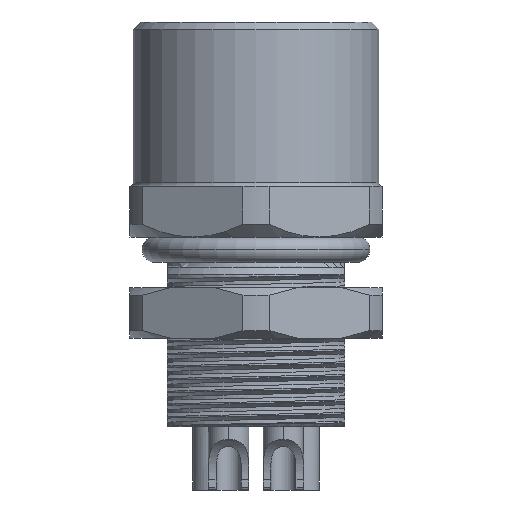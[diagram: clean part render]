
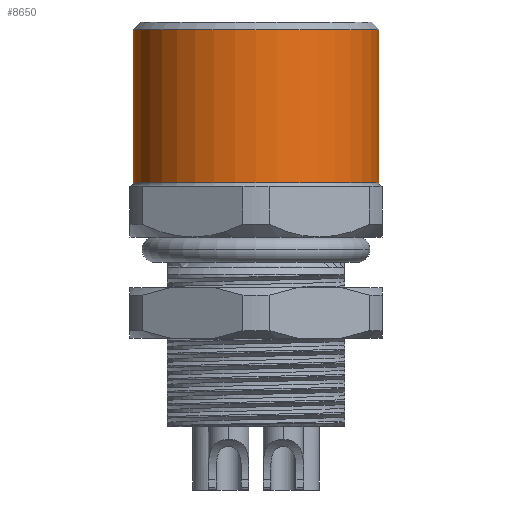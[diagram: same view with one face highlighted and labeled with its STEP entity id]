
A CAD part, front view. The second image highlights one B-rep face of the part: STEP entity #8650.
In plain terms, the highlighted cylindrical face has radius 4.85 mm (diameter 9.7 mm), a partial arc.
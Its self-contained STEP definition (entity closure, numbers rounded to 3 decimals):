
#3066=DIRECTION('',(0.,0.,1.));
#3067=VECTOR('',#3066,6.05);
#3068=CARTESIAN_POINT('',(4.85,0.,-0.15));
#3069=LINE('',#3068,#3067);
#3085=CARTESIAN_POINT('',(0.,0.,-0.15));
#3086=DIRECTION('',(0.,0.,-1.));
#3087=DIRECTION('',(1.,0.,0.));
#3088=AXIS2_PLACEMENT_3D('',#3085,#3086,#3087);
#3090=DIRECTION('',(0.,0.,1.));
#3091=VECTOR('',#3090,6.05);
#3092=CARTESIAN_POINT('',(-4.85,0.,-0.15));
#3093=LINE('',#3092,#3091);
#3094=CARTESIAN_POINT('',(0.,0.,5.9));
#3095=DIRECTION('',(0.,0.,1.));
#3096=DIRECTION('',(-1.,0.,0.));
#3097=AXIS2_PLACEMENT_3D('',#3094,#3095,#3096);
#7982=CARTESIAN_POINT('',(-4.85,0.,5.9));
#7983=CARTESIAN_POINT('',(4.85,0.,5.9));
#7984=VERTEX_POINT('',#7982);
#7985=VERTEX_POINT('',#7983);
#8098=CARTESIAN_POINT('',(4.85,0.,-0.15));
#8099=CARTESIAN_POINT('',(-4.85,0.,-0.15));
#8100=VERTEX_POINT('',#8098);
#8101=VERTEX_POINT('',#8099);
#8639=CARTESIAN_POINT('',(0.,0.,-0.3));
#8640=DIRECTION('',(0.,0.,1.));
#8641=DIRECTION('',(1.,0.,0.));
#8642=AXIS2_PLACEMENT_3D('',#8639,#8640,#8641);
#8643=CYLINDRICAL_SURFACE('',#8642,4.85);
#8644=ORIENTED_EDGE('',*,*,#8626,.T.);
#8645=ORIENTED_EDGE('',*,*,#8597,.T.);
#8646=ORIENTED_EDGE('',*,*,#8567,.T.);
#8647=ORIENTED_EDGE('',*,*,#8594,.F.);
#8648=EDGE_LOOP('',(#8644,#8645,#8646,#8647));
#8649=FACE_OUTER_BOUND('',#8648,.F.);
#3089=CIRCLE('',#3088,4.85);
#3098=CIRCLE('',#3097,4.85);
#8567=EDGE_CURVE('',#7984,#7985,#3098,.T.);
#8594=EDGE_CURVE('',#8100,#7985,#3069,.T.);
#8597=EDGE_CURVE('',#8101,#7984,#3093,.T.);
#8626=EDGE_CURVE('',#8100,#8101,#3089,.T.);
#8650=ADVANCED_FACE('',(#8649),#8643,.T.);
